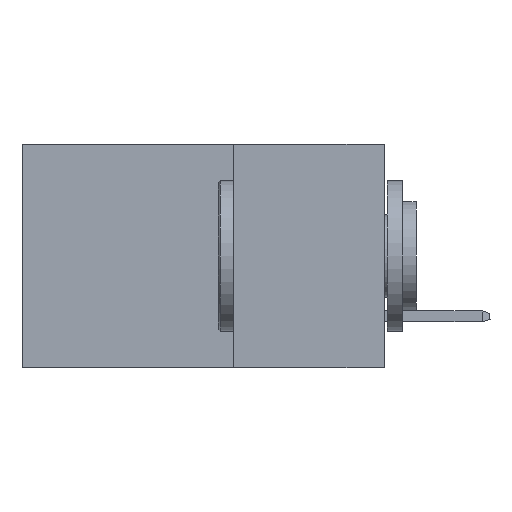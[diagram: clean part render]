
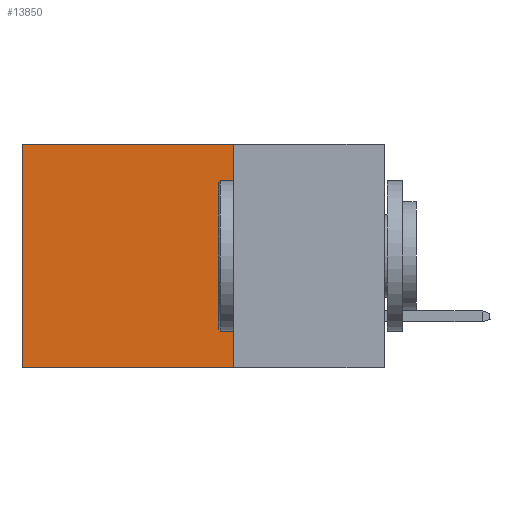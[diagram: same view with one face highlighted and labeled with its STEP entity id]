
A CAD part, left-side view. The second image highlights one B-rep face of the part: STEP entity #13850.
In plain terms, the highlighted planar face has unit normal (-1, 0, 0).
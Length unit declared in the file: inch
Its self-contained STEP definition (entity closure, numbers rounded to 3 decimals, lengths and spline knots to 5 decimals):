
#196 = CARTESIAN_POINT ( 'NONE',  ( 0.298, 0.6, -0.37 ) ) ;
#205 = LINE ( 'NONE', #8270, #2248 ) ;
#922 = LINE ( 'NONE', #8855, #10507 ) ;
#1669 = DIRECTION ( 'NONE',  ( 0., 0., -1. ) ) ;
#1687 = DIRECTION ( 'NONE',  ( 0., 1., 0. ) ) ;
#2117 = ORIENTED_EDGE ( 'NONE', *, *, #5931, .F. ) ;
#2171 = CARTESIAN_POINT ( 'NONE',  ( 0.298, 0.25, 0. ) ) ;
#2248 = VECTOR ( 'NONE', #1687, 39.37008 ) ;
#2253 = ORIENTED_EDGE ( 'NONE', *, *, #10163, .F. ) ;
#2398 = VERTEX_POINT ( 'NONE', #13836 ) ;
#3111 = DIRECTION ( 'NONE',  ( 1., 0., 0. ) ) ;
#4684 = CARTESIAN_POINT ( 'NONE',  ( 0.298, 0.6, 0. ) ) ;
#5416 = DIRECTION ( 'NONE',  ( 0., 1., 0. ) ) ;
#5931 = EDGE_CURVE ( 'NONE', #2398, #9680, #10960, .T. ) ;
#6820 = VECTOR ( 'NONE', #1669, 39.37008 ) ;
#8270 = CARTESIAN_POINT ( 'NONE',  ( 0.298, 0.25, 0. ) ) ;
#8277 = FACE_OUTER_BOUND ( 'NONE', #12155, .T. ) ;
#8405 = VERTEX_POINT ( 'NONE', #4684 ) ;
#8506 = EDGE_CURVE ( 'NONE', #13026, #8405, #205, .T. ) ;
#8806 = DIRECTION ( 'NONE',  ( 0., 0., -1. ) ) ;
#8855 = CARTESIAN_POINT ( 'NONE',  ( 0.298, 0.6, 0. ) ) ;
#8905 = DIRECTION ( 'NONE',  ( 0., 0., -1. ) ) ;
#9345 = CARTESIAN_POINT ( 'NONE',  ( 0.298, 0.25, 0. ) ) ;
#9680 = VERTEX_POINT ( 'NONE', #196 ) ;
#10163 = EDGE_CURVE ( 'NONE', #13026, #2398, #12984, .T. ) ;
#10507 = VECTOR ( 'NONE', #8806, 39.37008 ) ;
#10581 = ORIENTED_EDGE ( 'NONE', *, *, #13938, .T. ) ;
#10960 = LINE ( 'NONE', #12738, #12144 ) ;
#11333 = CARTESIAN_POINT ( 'NONE',  ( 0.298, 0.25, 0. ) ) ;
#12144 = VECTOR ( 'NONE', #5416, 39.37008 ) ;
#12155 = EDGE_LOOP ( 'NONE', ( #10581, #2117, #2253, #13263 ) ) ;
#12609 = AXIS2_PLACEMENT_3D ( 'NONE', #2171, #3111, #8905 ) ;
#12738 = CARTESIAN_POINT ( 'NONE',  ( 0.298, 0.25, -0.37 ) ) ;
#12984 = LINE ( 'NONE', #9345, #6820 ) ;
#13026 = VERTEX_POINT ( 'NONE', #11333 ) ;
#13091 = PLANE ( 'NONE',  #12609 ) ;
#13263 = ORIENTED_EDGE ( 'NONE', *, *, #8506, .T. ) ;
#13836 = CARTESIAN_POINT ( 'NONE',  ( 0.298, 0.25, -0.37 ) ) ;
#13850 = ADVANCED_FACE ( 'NONE', ( #8277 ), #13091, .F. ) ;
#13938 = EDGE_CURVE ( 'NONE', #8405, #9680, #922, .T. ) ;
